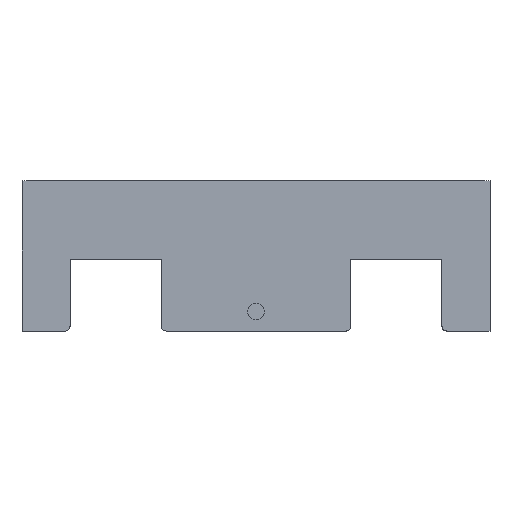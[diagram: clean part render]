
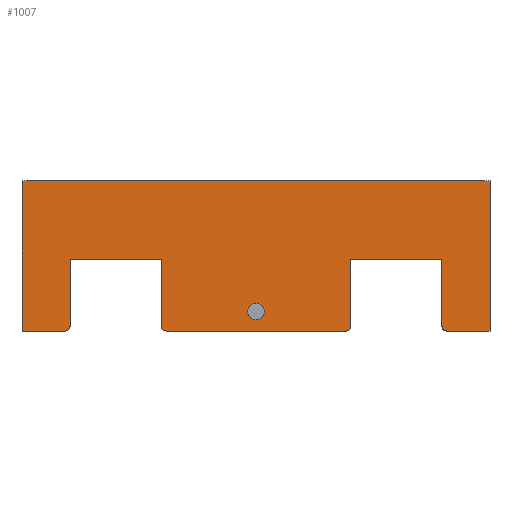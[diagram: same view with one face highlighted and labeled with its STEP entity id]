
A CAD part, top view. The second image highlights one B-rep face of the part: STEP entity #1007.
In plain terms, the highlighted planar face has unit normal (0, 0, 1).
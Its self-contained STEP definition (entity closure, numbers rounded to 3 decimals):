
#22=ELLIPSE('',#1083,2.048,2.);
#23=ELLIPSE('',#1086,2.048,2.);
#24=ELLIPSE('',#1087,2.048,2.);
#25=ELLIPSE('',#1088,2.048,2.);
#42=FACE_BOUND('',#111,.T.);
#56=FACE_OUTER_BOUND('',#110,.T.);
#110=EDGE_LOOP('',(#729,#730,#731,#732,#733,#734,#735,#736,#737,#738,#739,
#740,#741,#742,#743,#744));
#111=EDGE_LOOP('',(#745));
#193=LINE('',#1535,#313);
#196=LINE('',#1541,#316);
#197=LINE('',#1543,#317);
#198=LINE('',#1545,#318);
#199=LINE('',#1549,#319);
#200=LINE('',#1551,#320);
#201=LINE('',#1553,#321);
#202=LINE('',#1555,#322);
#203=LINE('',#1557,#323);
#204=LINE('',#1561,#324);
#205=LINE('',#1563,#325);
#206=LINE('',#1565,#326);
#313=VECTOR('',#1231,10.);
#316=VECTOR('',#1236,10.);
#317=VECTOR('',#1237,10.);
#318=VECTOR('',#1238,10.);
#319=VECTOR('',#1241,10.);
#320=VECTOR('',#1242,10.);
#321=VECTOR('',#1243,10.);
#322=VECTOR('',#1244,10.);
#323=VECTOR('',#1245,10.);
#324=VECTOR('',#1248,10.);
#325=VECTOR('',#1249,10.);
#326=VECTOR('',#1250,10.);
#399=CIRCLE('',#1070,3.5);
#429=VERTEX_POINT('',#1466);
#452=VERTEX_POINT('',#1528);
#453=VERTEX_POINT('',#1529);
#454=VERTEX_POINT('',#1534);
#456=VERTEX_POINT('',#1540);
#457=VERTEX_POINT('',#1542);
#458=VERTEX_POINT('',#1544);
#459=VERTEX_POINT('',#1546);
#460=VERTEX_POINT('',#1548);
#461=VERTEX_POINT('',#1550);
#462=VERTEX_POINT('',#1552);
#463=VERTEX_POINT('',#1554);
#464=VERTEX_POINT('',#1556);
#465=VERTEX_POINT('',#1558);
#466=VERTEX_POINT('',#1560);
#467=VERTEX_POINT('',#1562);
#468=VERTEX_POINT('',#1564);
#528=EDGE_CURVE('',#429,#429,#399,.T.);
#559=EDGE_CURVE('',#452,#453,#22,.T.);
#562=EDGE_CURVE('',#454,#453,#193,.T.);
#565=EDGE_CURVE('',#452,#456,#196,.T.);
#566=EDGE_CURVE('',#456,#457,#197,.T.);
#567=EDGE_CURVE('',#457,#458,#198,.T.);
#568=EDGE_CURVE('',#459,#458,#23,.T.);
#569=EDGE_CURVE('',#459,#460,#199,.T.);
#570=EDGE_CURVE('',#461,#460,#200,.T.);
#571=EDGE_CURVE('',#462,#461,#201,.T.);
#572=EDGE_CURVE('',#463,#462,#202,.T.);
#573=EDGE_CURVE('',#463,#464,#203,.T.);
#574=EDGE_CURVE('',#465,#464,#24,.T.);
#575=EDGE_CURVE('',#465,#466,#204,.T.);
#576=EDGE_CURVE('',#466,#467,#205,.T.);
#577=EDGE_CURVE('',#467,#468,#206,.T.);
#578=EDGE_CURVE('',#454,#468,#25,.T.);
#729=ORIENTED_EDGE('',*,*,#559,.F.);
#730=ORIENTED_EDGE('',*,*,#565,.T.);
#731=ORIENTED_EDGE('',*,*,#566,.T.);
#732=ORIENTED_EDGE('',*,*,#567,.T.);
#733=ORIENTED_EDGE('',*,*,#568,.F.);
#734=ORIENTED_EDGE('',*,*,#569,.T.);
#735=ORIENTED_EDGE('',*,*,#570,.F.);
#736=ORIENTED_EDGE('',*,*,#571,.F.);
#737=ORIENTED_EDGE('',*,*,#572,.F.);
#738=ORIENTED_EDGE('',*,*,#573,.T.);
#739=ORIENTED_EDGE('',*,*,#574,.F.);
#740=ORIENTED_EDGE('',*,*,#575,.T.);
#741=ORIENTED_EDGE('',*,*,#576,.T.);
#742=ORIENTED_EDGE('',*,*,#577,.T.);
#743=ORIENTED_EDGE('',*,*,#578,.F.);
#744=ORIENTED_EDGE('',*,*,#562,.T.);
#745=ORIENTED_EDGE('',*,*,#528,.T.);
#964=PLANE('',#1085);
#1007=ADVANCED_FACE('',(#56,#42),#964,.T.);
#1070=AXIS2_PLACEMENT_3D('',#1467,#1173,#1174);
#1083=AXIS2_PLACEMENT_3D('',#1530,#1225,#1226);
#1085=AXIS2_PLACEMENT_3D('',#1539,#1234,#1235);
#1086=AXIS2_PLACEMENT_3D('',#1547,#1239,#1240);
#1087=AXIS2_PLACEMENT_3D('',#1559,#1246,#1247);
#1088=AXIS2_PLACEMENT_3D('',#1566,#1251,#1252);
#1173=DIRECTION('center_axis',(0.,0.,-1.));
#1174=DIRECTION('ref_axis',(-1.,0.,0.));
#1225=DIRECTION('center_axis',(0.,0.,-1.));
#1226=DIRECTION('ref_axis',(0.,-1.,0.));
#1231=DIRECTION('',(1.,0.,0.));
#1234=DIRECTION('center_axis',(0.,0.,1.));
#1235=DIRECTION('ref_axis',(0.,-1.,0.));
#1236=DIRECTION('',(0.,1.,0.));
#1237=DIRECTION('',(1.,0.,0.));
#1238=DIRECTION('',(0.,-1.,0.));
#1239=DIRECTION('center_axis',(0.,0.,-1.));
#1240=DIRECTION('ref_axis',(0.,-1.,0.));
#1241=DIRECTION('',(1.,0.,0.));
#1242=DIRECTION('',(0.,-1.,0.));
#1243=DIRECTION('',(1.,0.,0.));
#1244=DIRECTION('',(0.,1.,0.));
#1245=DIRECTION('',(1.,0.,0.));
#1246=DIRECTION('center_axis',(0.,0.,-1.));
#1247=DIRECTION('ref_axis',(0.,-1.,0.));
#1248=DIRECTION('',(0.,1.,0.));
#1249=DIRECTION('',(1.,0.,0.));
#1250=DIRECTION('',(0.,-1.,0.));
#1251=DIRECTION('center_axis',(0.,0.,-1.));
#1252=DIRECTION('ref_axis',(0.,-1.,0.));
#1466=CARTESIAN_POINT('',(-91.55,10.307,176.5));
#1467=CARTESIAN_POINT('Origin',(-95.05,10.307,176.5));
#1528=CARTESIAN_POINT('',(-55.6,4.242,176.5));
#1529=CARTESIAN_POINT('',(-57.6,2.194,176.5));
#1530=CARTESIAN_POINT('Origin',(-57.6,4.242,176.5));
#1534=CARTESIAN_POINT('',(-132.5,2.194,176.5));
#1535=CARTESIAN_POINT('',(-192.5,2.194,176.5));
#1539=CARTESIAN_POINT('Origin',(0.,64.694,176.5));
#1540=CARTESIAN_POINT('',(-55.6,32.194,176.5));
#1541=CARTESIAN_POINT('',(-55.6,33.444,176.5));
#1542=CARTESIAN_POINT('',(-17.6,32.194,176.5));
#1543=CARTESIAN_POINT('',(-27.8,32.194,176.5));
#1544=CARTESIAN_POINT('',(-17.6,4.242,176.5));
#1545=CARTESIAN_POINT('',(-17.6,48.444,176.5));
#1546=CARTESIAN_POINT('',(-15.6,2.194,176.5));
#1547=CARTESIAN_POINT('Origin',(-15.6,4.242,176.5));
#1548=CARTESIAN_POINT('',(2.4,2.194,176.5));
#1549=CARTESIAN_POINT('',(-192.5,2.194,176.5));
#1550=CARTESIAN_POINT('',(2.4,64.694,176.5));
#1551=CARTESIAN_POINT('',(2.4,2.194,176.5));
#1552=CARTESIAN_POINT('',(-192.5,64.694,176.5));
#1553=CARTESIAN_POINT('',(0.,64.694,176.5));
#1554=CARTESIAN_POINT('',(-192.5,2.194,176.5));
#1555=CARTESIAN_POINT('',(-192.5,2.194,176.5));
#1556=CARTESIAN_POINT('',(-174.5,2.194,176.5));
#1557=CARTESIAN_POINT('',(-192.5,2.194,176.5));
#1558=CARTESIAN_POINT('',(-172.5,4.242,176.5));
#1559=CARTESIAN_POINT('Origin',(-174.5,4.242,176.5));
#1560=CARTESIAN_POINT('',(-172.5,32.194,176.5));
#1561=CARTESIAN_POINT('',(-172.5,33.444,176.5));
#1562=CARTESIAN_POINT('',(-134.5,32.194,176.5));
#1563=CARTESIAN_POINT('',(-86.25,32.194,176.5));
#1564=CARTESIAN_POINT('',(-134.5,4.242,176.5));
#1565=CARTESIAN_POINT('',(-134.5,48.444,176.5));
#1566=CARTESIAN_POINT('Origin',(-132.5,4.242,176.5));
